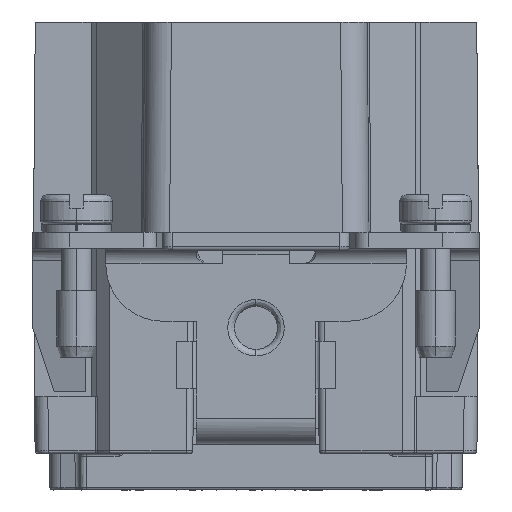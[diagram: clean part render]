
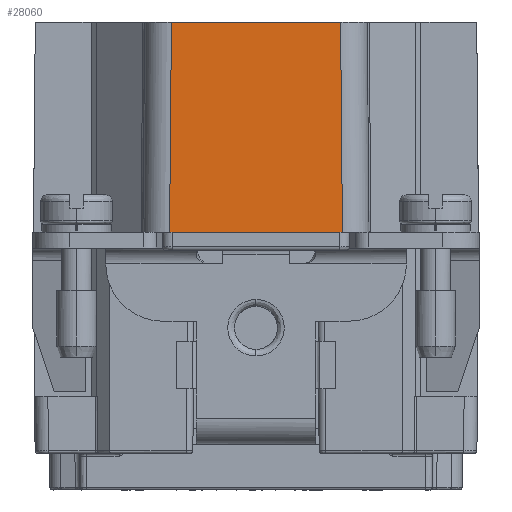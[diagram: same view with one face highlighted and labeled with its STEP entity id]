
A CAD part, left-side view. The second image highlights one B-rep face of the part: STEP entity #28060.
In plain terms, the highlighted planar face has unit normal (-1, 0, 0.009).
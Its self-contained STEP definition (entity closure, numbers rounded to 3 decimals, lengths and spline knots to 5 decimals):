
#2605 = ORIENTED_EDGE ( 'NONE', *, *, #2645, .F. ) ;
#2645 = EDGE_CURVE ( 'NONE', #13659, #42888, #54450, .T. ) ;
#5030 = LINE ( 'NONE', #97896, #21756 ) ;
#11681 = FACE_OUTER_BOUND ( 'NONE', #19716, .T. ) ;
#12191 = CARTESIAN_POINT ( 'NONE',  ( -1.64022, -0.25046, 0.00219 ) ) ;
#12301 = LINE ( 'NONE', #59204, #67859 ) ;
#13659 = VERTEX_POINT ( 'NONE', #58337 ) ;
#14307 = ORIENTED_EDGE ( 'NONE', *, *, #57486, .F. ) ;
#16455 = CARTESIAN_POINT ( 'NONE',  ( -1.64012, 0.25036, 0.01362 ) ) ;
#19716 = EDGE_LOOP ( 'NONE', ( #14307, #80025, #73546, #69166, #2605, #50086 ) ) ;
#21111 = CARTESIAN_POINT ( 'NONE',  ( -1.64567, 0., -0.62205 ) ) ;
#21756 = VECTOR ( 'NONE', #91390, 39.37008 ) ;
#23021 = VERTEX_POINT ( 'NONE', #30701 ) ;
#23463 = DIRECTION ( 'NONE',  ( 0.009, -0.009, 1. ) ) ;
#28060 = ADVANCED_FACE ( 'NONE', ( #11681 ), #72609, .T. ) ;
#28598 = DIRECTION ( 'NONE',  ( 0., -1., 0. ) ) ;
#30583 = EDGE_CURVE ( 'NONE', #45474, #94783, #12301, .T. ) ;
#30701 = CARTESIAN_POINT ( 'NONE',  ( -1.64567, -0.24781, -0.62205 ) ) ;
#34677 = DIRECTION ( 'NONE',  ( -1., 0., 0.009 ) ) ;
#38192 = VECTOR ( 'NONE', #23463, 39.37008 ) ;
#41199 = CARTESIAN_POINT ( 'NONE',  ( -1.64024, 0., 0. ) ) ;
#41695 = DIRECTION ( 'NONE',  ( -0.009, -0.009, -1. ) ) ;
#42797 = DIRECTION ( 'NONE',  ( 0., 1., 0. ) ) ;
#42888 = VERTEX_POINT ( 'NONE', #95935 ) ;
#45474 = VERTEX_POINT ( 'NONE', #59333 ) ;
#48565 = CARTESIAN_POINT ( 'NONE',  ( -1.64567, -0.25591, -0.62205 ) ) ;
#50086 = ORIENTED_EDGE ( 'NONE', *, *, #93373, .T. ) ;
#52231 = VECTOR ( 'NONE', #41695, 39.37008 ) ;
#54450 = LINE ( 'NONE', #77945, #97096 ) ;
#54941 = DIRECTION ( 'NONE',  ( 0., 1., 0. ) ) ;
#57486 = EDGE_CURVE ( 'NONE', #82808, #23021, #5030, .T. ) ;
#58337 = CARTESIAN_POINT ( 'NONE',  ( -1.64567, 0.24781, -0.62205 ) ) ;
#59204 = CARTESIAN_POINT ( 'NONE',  ( -1.64024, 0., 0. ) ) ;
#59333 = CARTESIAN_POINT ( 'NONE',  ( -1.64024, -0.25048, 0. ) ) ;
#62876 = EDGE_CURVE ( 'NONE', #45474, #82808, #81610, .T. ) ;
#67234 = EDGE_CURVE ( 'NONE', #42888, #94783, #84862, .T. ) ;
#67859 = VECTOR ( 'NONE', #42797, 39.37008 ) ;
#69166 = ORIENTED_EDGE ( 'NONE', *, *, #67234, .F. ) ;
#72609 = PLANE ( 'NONE',  #87573 ) ;
#73546 = ORIENTED_EDGE ( 'NONE', *, *, #30583, .T. ) ;
#75425 = VECTOR ( 'NONE', #28598, 39.37008 ) ;
#76352 = CARTESIAN_POINT ( 'NONE',  ( -1.64024, 0.25048, 0. ) ) ;
#77945 = CARTESIAN_POINT ( 'NONE',  ( -1.64567, 0., -0.62205 ) ) ;
#80025 = ORIENTED_EDGE ( 'NONE', *, *, #62876, .F. ) ;
#81610 = LINE ( 'NONE', #12191, #52231 ) ;
#82029 = LINE ( 'NONE', #21111, #75425 ) ;
#82808 = VERTEX_POINT ( 'NONE', #48565 ) ;
#84862 = LINE ( 'NONE', #16455, #38192 ) ;
#87573 = AXIS2_PLACEMENT_3D ( 'NONE', #41199, #34677, #88599 ) ;
#88599 = DIRECTION ( 'NONE',  ( 0.009, 0., 1. ) ) ;
#91390 = DIRECTION ( 'NONE',  ( 0., 1., 0. ) ) ;
#93373 = EDGE_CURVE ( 'NONE', #13659, #23021, #82029, .T. ) ;
#94783 = VERTEX_POINT ( 'NONE', #76352 ) ;
#95935 = CARTESIAN_POINT ( 'NONE',  ( -1.64567, 0.25591, -0.62205 ) ) ;
#97096 = VECTOR ( 'NONE', #54941, 39.37008 ) ;
#97896 = CARTESIAN_POINT ( 'NONE',  ( -1.64567, 0., -0.62205 ) ) ;
